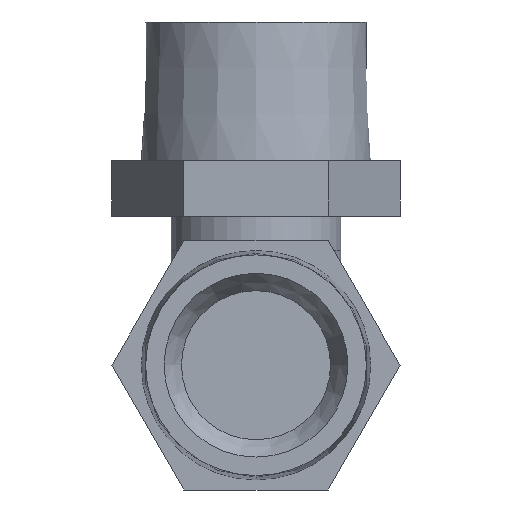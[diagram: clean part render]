
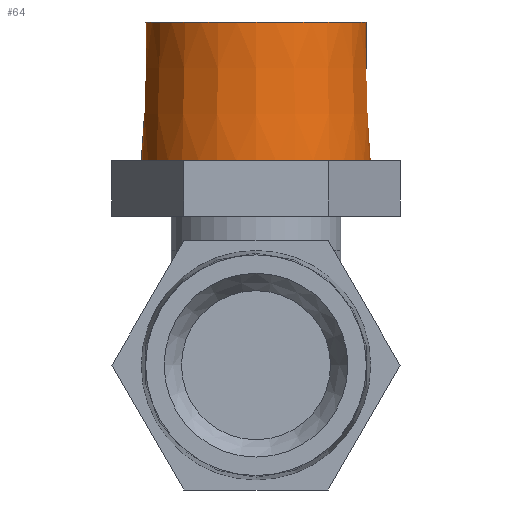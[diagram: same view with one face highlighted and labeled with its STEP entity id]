
A CAD part, front view. The second image highlights one B-rep face of the part: STEP entity #64.
In plain terms, the highlighted conical face has half-angle 1.79 degrees and reference radius 16.701 mm.
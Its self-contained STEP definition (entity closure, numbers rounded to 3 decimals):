
#64 = ADVANCED_FACE( '', ( #145, #146 ), #147, .T. );
#145 = FACE_BOUND( '', #263, .T. );
#146 = FACE_OUTER_BOUND( '', #264, .T. );
#147 = CONICAL_SURFACE( '', #265, 16.701, 0.031 );
#263 = EDGE_LOOP( '', ( #376 ) );
#264 = EDGE_LOOP( '', ( #377 ) );
#265 = AXIS2_PLACEMENT_3D( '', #378, #379, #380 );
#376 = ORIENTED_EDGE( '', *, *, #561, .F. );
#377 = ORIENTED_EDGE( '', *, *, #562, .T. );
#378 = CARTESIAN_POINT( '', ( 0., 5.006, 0. ) );
#379 = DIRECTION( '', ( 0., 1., 0. ) );
#380 = DIRECTION( '', ( 0., 0., 1. ) );
#561 = EDGE_CURVE( '', #628, #628, #629, .T. );
#562 = EDGE_CURVE( '', #630, #630, #631, .F. );
#628 = VERTEX_POINT( '', #726 );
#629 = CIRCLE( '', #727, 15.919 );
#630 = VERTEX_POINT( '', #728 );
#631 = CIRCLE( '', #729, 16.544 );
#726 = CARTESIAN_POINT( '', ( 0., -20., -15.919 ) );
#727 = AXIS2_PLACEMENT_3D( '', #944, #945, #946 );
#728 = CARTESIAN_POINT( '', ( 0., 0., 16.544 ) );
#729 = AXIS2_PLACEMENT_3D( '', #947, #948, #949 );
#944 = CARTESIAN_POINT( '', ( 0., -20., 0. ) );
#945 = DIRECTION( '', ( 0., -1., 0. ) );
#946 = DIRECTION( '', ( 0., 0., -1. ) );
#947 = CARTESIAN_POINT( '', ( 0., 0., 0. ) );
#948 = DIRECTION( '', ( 0., 1., 0. ) );
#949 = DIRECTION( '', ( 0., 0., 1. ) );
